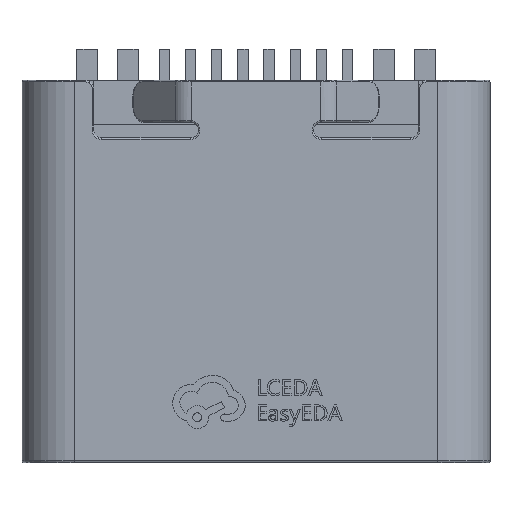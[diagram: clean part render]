
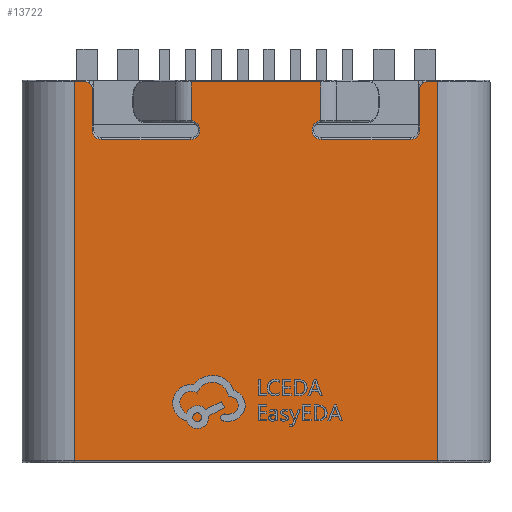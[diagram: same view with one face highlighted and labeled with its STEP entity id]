
A CAD part, top view. The second image highlights one B-rep face of the part: STEP entity #13722.
In plain terms, the highlighted planar face has unit normal (0, 0, 1).
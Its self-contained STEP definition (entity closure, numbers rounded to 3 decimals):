
#541=PLANE('',#14611);
#1153=LINE('',#20378,#2434);
#1154=LINE('',#20380,#2435);
#1155=LINE('',#20382,#2436);
#1156=LINE('',#20384,#2437);
#1157=LINE('',#20386,#2438);
#1158=LINE('',#20390,#2439);
#1159=LINE('',#20394,#2440);
#1160=LINE('',#20398,#2441);
#1161=LINE('',#20400,#2442);
#1162=LINE('',#20402,#2443);
#1163=LINE('',#20406,#2444);
#1164=LINE('',#20409,#2445);
#2434=VECTOR('',#16159,1.);
#2435=VECTOR('',#16160,1.);
#2436=VECTOR('',#16161,1.);
#2437=VECTOR('',#16162,1.);
#2438=VECTOR('',#16163,1.);
#2439=VECTOR('',#16166,1.);
#2440=VECTOR('',#16169,1.);
#2441=VECTOR('',#16172,1.);
#2442=VECTOR('',#16173,1.);
#2443=VECTOR('',#16174,1.);
#2444=VECTOR('',#16177,1.);
#2445=VECTOR('',#16180,1.);
#3682=FACE_OUTER_BOUND('',#4488,.T.);
#4488=EDGE_LOOP('',(#9243,#9244,#9245,#9246,#9247,#9248,#9249,#9250,#9251,
#9252,#9253,#9254,#9255,#9256,#9257,#9258,#9259,#9260));
#5335=CIRCLE('',#14612,0.12);
#5336=CIRCLE('',#14613,0.12);
#5337=CIRCLE('',#14614,0.18);
#5338=CIRCLE('',#14615,0.18);
#5339=CIRCLE('',#14616,0.18);
#5340=CIRCLE('',#14617,0.18);
#6022=VERTEX_POINT('',#20374);
#6023=VERTEX_POINT('',#20375);
#6024=VERTEX_POINT('',#20377);
#6025=VERTEX_POINT('',#20379);
#6026=VERTEX_POINT('',#20381);
#6027=VERTEX_POINT('',#20383);
#6028=VERTEX_POINT('',#20385);
#6029=VERTEX_POINT('',#20387);
#6030=VERTEX_POINT('',#20389);
#6031=VERTEX_POINT('',#20391);
#6032=VERTEX_POINT('',#20393);
#6033=VERTEX_POINT('',#20395);
#6034=VERTEX_POINT('',#20397);
#6035=VERTEX_POINT('',#20399);
#6036=VERTEX_POINT('',#20401);
#6037=VERTEX_POINT('',#20403);
#6038=VERTEX_POINT('',#20405);
#6039=VERTEX_POINT('',#20407);
#7262=EDGE_CURVE('',#6022,#6023,#5335,.T.);
#7263=EDGE_CURVE('',#6023,#6024,#1153,.T.);
#7264=EDGE_CURVE('',#6025,#6024,#1154,.T.);
#7265=EDGE_CURVE('',#6025,#6026,#1155,.T.);
#7266=EDGE_CURVE('',#6026,#6027,#1156,.T.);
#7267=EDGE_CURVE('',#6027,#6028,#1157,.T.);
#7268=EDGE_CURVE('',#6028,#6029,#5336,.T.);
#7269=EDGE_CURVE('',#6029,#6030,#1158,.T.);
#7270=EDGE_CURVE('',#6030,#6031,#5337,.T.);
#7271=EDGE_CURVE('',#6031,#6032,#1159,.T.);
#7272=EDGE_CURVE('',#6032,#6033,#5338,.T.);
#7273=EDGE_CURVE('',#6033,#6034,#1160,.T.);
#7274=EDGE_CURVE('',#6034,#6035,#1161,.T.);
#7275=EDGE_CURVE('',#6036,#6035,#1162,.T.);
#7276=EDGE_CURVE('',#6036,#6037,#5339,.T.);
#7277=EDGE_CURVE('',#6037,#6038,#1163,.T.);
#7278=EDGE_CURVE('',#6038,#6039,#5340,.T.);
#7279=EDGE_CURVE('',#6039,#6022,#1164,.T.);
#9243=ORIENTED_EDGE('',*,*,#7262,.T.);
#9244=ORIENTED_EDGE('',*,*,#7263,.T.);
#9245=ORIENTED_EDGE('',*,*,#7264,.F.);
#9246=ORIENTED_EDGE('',*,*,#7265,.T.);
#9247=ORIENTED_EDGE('',*,*,#7266,.T.);
#9248=ORIENTED_EDGE('',*,*,#7267,.T.);
#9249=ORIENTED_EDGE('',*,*,#7268,.T.);
#9250=ORIENTED_EDGE('',*,*,#7269,.T.);
#9251=ORIENTED_EDGE('',*,*,#7270,.T.);
#9252=ORIENTED_EDGE('',*,*,#7271,.T.);
#9253=ORIENTED_EDGE('',*,*,#7272,.T.);
#9254=ORIENTED_EDGE('',*,*,#7273,.T.);
#9255=ORIENTED_EDGE('',*,*,#7274,.T.);
#9256=ORIENTED_EDGE('',*,*,#7275,.F.);
#9257=ORIENTED_EDGE('',*,*,#7276,.T.);
#9258=ORIENTED_EDGE('',*,*,#7277,.T.);
#9259=ORIENTED_EDGE('',*,*,#7278,.T.);
#9260=ORIENTED_EDGE('',*,*,#7279,.T.);
#13722=ADVANCED_FACE('',(#3682),#541,.F.);
#14611=AXIS2_PLACEMENT_3D('',#20373,#16155,#16156);
#14612=AXIS2_PLACEMENT_3D('',#20376,#16157,#16158);
#14613=AXIS2_PLACEMENT_3D('',#20388,#16164,#16165);
#14614=AXIS2_PLACEMENT_3D('',#20392,#16167,#16168);
#14615=AXIS2_PLACEMENT_3D('',#20396,#16170,#16171);
#14616=AXIS2_PLACEMENT_3D('',#20404,#16175,#16176);
#14617=AXIS2_PLACEMENT_3D('',#20408,#16178,#16179);
#16155=DIRECTION('center_axis',(0.,0.,-1.));
#16156=DIRECTION('ref_axis',(1.,0.,0.));
#16157=DIRECTION('center_axis',(0.,0.,1.));
#16158=DIRECTION('ref_axis',(1.,0.,0.));
#16159=DIRECTION('',(-1.,0.,0.));
#16160=DIRECTION('',(0.,1.,0.));
#16161=DIRECTION('',(1.,0.,0.));
#16162=DIRECTION('',(0.,1.,0.));
#16163=DIRECTION('',(-1.,0.,0.));
#16164=DIRECTION('center_axis',(0.,0.,1.));
#16165=DIRECTION('ref_axis',(1.,0.,0.));
#16166=DIRECTION('',(0.,-1.,0.));
#16167=DIRECTION('center_axis',(0.,0.,-1.));
#16168=DIRECTION('ref_axis',(1.,0.,0.));
#16169=DIRECTION('',(-1.,0.,0.));
#16170=DIRECTION('center_axis',(0.,0.,-1.));
#16171=DIRECTION('ref_axis',(1.,0.,0.));
#16172=DIRECTION('',(0.,1.,0.));
#16173=DIRECTION('',(-1.,0.,0.));
#16174=DIRECTION('',(0.,1.,0.));
#16175=DIRECTION('center_axis',(0.,0.,-1.));
#16176=DIRECTION('ref_axis',(1.,0.,0.));
#16177=DIRECTION('',(-1.,0.,0.));
#16178=DIRECTION('center_axis',(0.,0.,-1.));
#16179=DIRECTION('ref_axis',(1.,0.,0.));
#16180=DIRECTION('',(0.,1.,0.));
#20373=CARTESIAN_POINT('Origin',(0.,-2.303,3.1));
#20374=CARTESIAN_POINT('',(-3.13,2.247,3.1));
#20375=CARTESIAN_POINT('',(-3.25,2.367,3.1));
#20376=CARTESIAN_POINT('Origin',(-3.25,2.247,3.1));
#20377=CARTESIAN_POINT('',(-3.47,2.367,3.1));
#20378=CARTESIAN_POINT('',(0.,2.367,3.1));
#20379=CARTESIAN_POINT('',(-3.47,-4.873,3.1));
#20380=CARTESIAN_POINT('',(-3.47,-4.903,3.1));
#20381=CARTESIAN_POINT('',(3.47,-4.873,3.1));
#20382=CARTESIAN_POINT('',(0.,-4.873,3.1));
#20383=CARTESIAN_POINT('',(3.47,2.367,3.1));
#20384=CARTESIAN_POINT('',(3.47,-4.903,3.1));
#20385=CARTESIAN_POINT('',(3.25,2.367,3.1));
#20386=CARTESIAN_POINT('',(0.,2.367,3.1));
#20387=CARTESIAN_POINT('',(3.13,2.247,3.1));
#20388=CARTESIAN_POINT('Origin',(3.25,2.247,3.1));
#20389=CARTESIAN_POINT('',(3.13,1.447,3.1));
#20390=CARTESIAN_POINT('',(3.13,-2.303,3.1));
#20391=CARTESIAN_POINT('',(2.95,1.267,3.1));
#20392=CARTESIAN_POINT('Origin',(2.95,1.447,3.1));
#20393=CARTESIAN_POINT('',(1.25,1.267,3.1));
#20394=CARTESIAN_POINT('',(0.,1.267,3.1));
#20395=CARTESIAN_POINT('',(1.235,1.626,3.1));
#20396=CARTESIAN_POINT('Origin',(1.25,1.447,3.1));
#20397=CARTESIAN_POINT('',(1.235,2.367,3.1));
#20398=CARTESIAN_POINT('',(1.235,2.397,3.1));
#20399=CARTESIAN_POINT('',(-1.235,2.367,3.1));
#20400=CARTESIAN_POINT('',(0.,2.367,3.1));
#20401=CARTESIAN_POINT('',(-1.235,1.626,3.1));
#20402=CARTESIAN_POINT('',(-1.235,2.397,3.1));
#20403=CARTESIAN_POINT('',(-1.25,1.267,3.1));
#20404=CARTESIAN_POINT('Origin',(-1.25,1.447,3.1));
#20405=CARTESIAN_POINT('',(-2.95,1.267,3.1));
#20406=CARTESIAN_POINT('',(0.,1.267,3.1));
#20407=CARTESIAN_POINT('',(-3.13,1.447,3.1));
#20408=CARTESIAN_POINT('Origin',(-2.95,1.447,3.1));
#20409=CARTESIAN_POINT('',(-3.13,-2.303,3.1));
